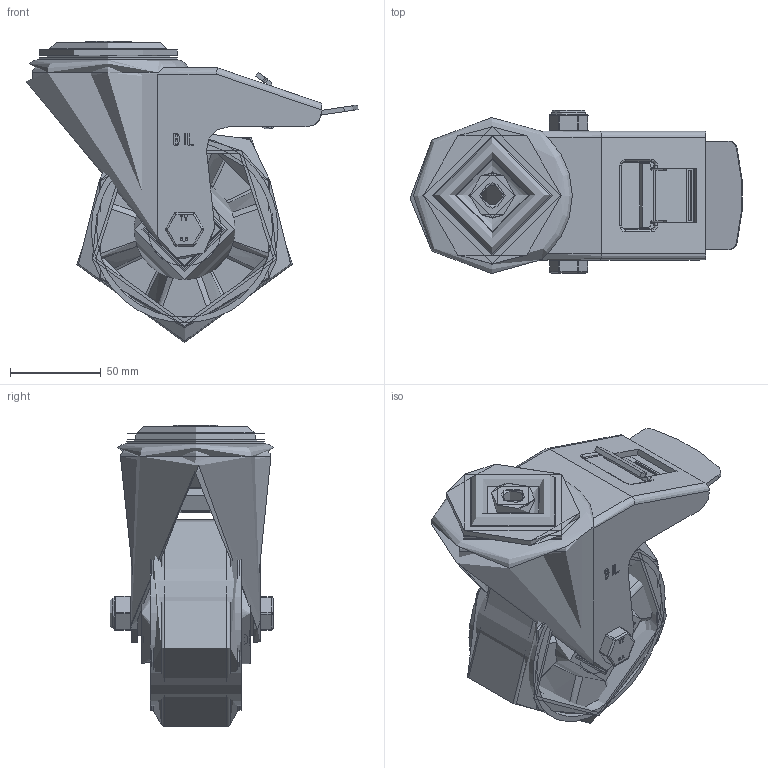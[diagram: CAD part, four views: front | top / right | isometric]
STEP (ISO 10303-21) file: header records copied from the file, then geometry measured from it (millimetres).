
FILE_DESCRIPTION(/* description */ (''),/* implementation_level */ '2;1');
FILE_NAME(/* name */ 'BZWH125ERBJBH12SWB.step',/* time_stamp */ '2024-10-29T10:29:21Z',/* author */ (''),/* organization */ (''),/* preprocessor_version */ 'ST-DEVELOPER v20',/* originating_system */ 'Autodesk Translation Framework v13.20.0.188',/* authorisation */ '');
FILE_SCHEMA (('AUTOMOTIVE_DESIGN { 1 0 10303 214 3 1 1 }'));
Length unit declared in the file: millimetre
Products named in the file (29): BZWH125ERBJBH12SWB; BZWH125ASBH12SWB - 64 v1; ZINC PLATED, PRESSED STEEL TOP PLATE (1); ZINC PLATED, PRESSED STEEL  FORKS (1); BEARING SEAL (1); BRAKE PAD (1); ZINC PLATED, PRESSED STEEL BRAKE PEDAL (1); BZH125WERBJM20 v1; 65 SHORE A RUBBER TYRE; ALUMINIUM RIM; ALUMINIUM RIM Geometry; SPACER; BEARING6204; BALL BEARINGS; BEARING6204 (1); BALL BEARINGS (1); Component3; STEEL; RUBBER; TH20X2X12 v1; ZINC PLATED HEADED SPACER; TH20X2X12 v1 (1); ZINC PLATED HEADED SPACER (1); HEXBOLTM12X80Z8.8 v2; GRADE 8.8 ZINC PLATED BOLT; NYLOCM12Z v1; NYLOC NUT; NUT; RUBBER (1)
Assembly tree (45 placements, depth 5):
  BZWH125ERBJBH12SWB
    BZWH125ASBH12SWB - 64 v1
      ZINC PLATED, PRESSED STEEL TOP PLATE (1)
      ZINC PLATED, PRESSED STEEL  FORKS (1)
      BEARING SEAL (1)
      BRAKE PAD (1)
      ZINC PLATED, PRESSED STEEL BRAKE PEDAL (1)
    BZH125WERBJM20 v1
      65 SHORE A RUBBER TYRE
      ALUMINIUM RIM
        ALUMINIUM RIM Geometry
        SPACER
      BEARING6204
        BALL BEARINGS
          Component3  x8
        STEEL
        RUBBER
      BEARING6204 (1)
        BALL BEARINGS (1)
          Component3  x8
        STEEL
        RUBBER
    TH20X2X12 v1
      ZINC PLATED HEADED SPACER
    TH20X2X12 v1 (1)
      ZINC PLATED HEADED SPACER (1)
    HEXBOLTM12X80Z8.8 v2
      GRADE 8.8 ZINC PLATED BOLT
    NYLOCM12Z v1
      NYLOC NUT
        NUT
        RUBBER (1)
Bounding box: 183.08 x 90.14 x 166.12 mm (x, y, z)
Volume: 516837.7 mm3; surface area: 260396.8 mm2
Topology: 40 solids, 40 shells, 1687 faces, 4591 edges, 3007 vertices
Faces by surface type: plane 789, bspline 453, cylinder 363, torus 43, sphere 34, cone 5
Full cylindrical faces by diameter (mm): 9.836 x18, 11.834 x18, 12 x3, 12.1 x1, 12.2 x2, 12.5 x2, 14 x2, 18 x1, 18.5 x1, 19.8 x2, 20 x3, 22 x3, 25 x3, 27 x10, 28.5 x4, 29 x8, 30.799 x1, 32 x1, 38.28 x1, 40 x5, 40.5 x4, 41.5 x4, 42 x8, 44 x2, 46.418 x1, 47 x4, 51 x1, 55.5 x2, 58.707 x1, 60 x1
Entity records: 54754 total; most frequent: CARTESIAN_POINT 25353, ORIENTED_EDGE 6468, DIRECTION 5179, EDGE_CURVE 3234, VERTEX_POINT 2107, AXIS2_PLACEMENT_3D 1799, LINE 1581, VECTOR 1581
